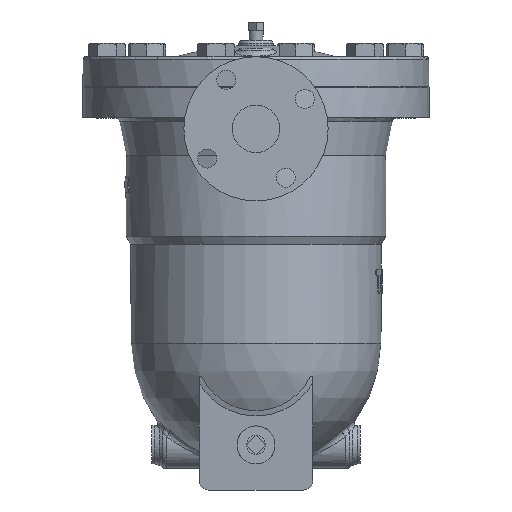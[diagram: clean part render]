
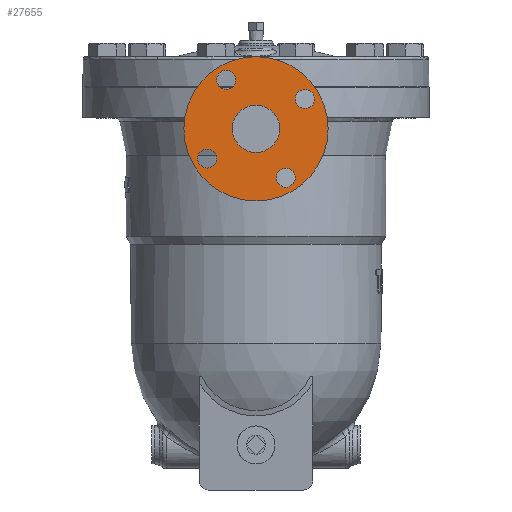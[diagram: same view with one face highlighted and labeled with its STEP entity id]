
A CAD part, left-side view. The second image highlights one B-rep face of the part: STEP entity #27655.
In plain terms, the highlighted planar face has unit normal (-1, 0, 0).
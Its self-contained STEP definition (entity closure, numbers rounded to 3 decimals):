
#27584=CARTESIAN_POINT('',(-251.0,0.0,-6.));
#27585=DIRECTION('',(-1.0,0.0,0.0));
#27586=DIRECTION('',(0.0,0.0,1.0));
#27587=AXIS2_PLACEMENT_3D('',#27584,#27585,#27586);
#27588=PLANE('',#27587);
#27589=CARTESIAN_POINT('',(-251.0,0.0,32.));
#27590=VERTEX_POINT('',#27589);
#27591=CARTESIAN_POINT('',(-251.0,0.0,-44.));
#27592=DIRECTION('',(-1.0,0.0,0.0));
#27593=DIRECTION('',(0.0,0.0,1.0));
#27594=AXIS2_PLACEMENT_3D('',#27591,#27592,#27593);
#27595=CIRCLE('',#27594,76.0);
#27596=EDGE_CURVE('',#27590,#27590,#27595,.T.);
#27597=ORIENTED_EDGE('',*,*,#27596,.T.);
#27598=EDGE_LOOP('',(#27597));
#27599=FACE_OUTER_BOUND('',#27598,.T.);
#27600=CARTESIAN_POINT('',(-251.0,0.,-19.));
#27601=VERTEX_POINT('',#27600);
#27602=CARTESIAN_POINT('',(-251.0,0.0,-44.));
#27603=DIRECTION('',(1.0,0.0,0.0));
#27604=DIRECTION('',(0.0,0.0,-1.0));
#27605=AXIS2_PLACEMENT_3D('',#27602,#27603,#27604);
#27606=CIRCLE('',#27605,25.0);
#27607=EDGE_CURVE('',#27601,#27601,#27606,.T.);
#27608=ORIENTED_EDGE('',*,*,#27607,.T.);
#27609=EDGE_LOOP('',(#27608));
#27610=FACE_BOUND('',#27609,.T.);
#27611=CARTESIAN_POINT('',(-251.,-41.368,-95.499));
#27612=VERTEX_POINT('',#27611);
#27613=CARTESIAN_POINT('',(-251.,-31.368,-95.499));
#27614=DIRECTION('',(1.0,0.0,0.0));
#27615=DIRECTION('',(0.0,-1.0,0.0));
#27616=AXIS2_PLACEMENT_3D('',#27613,#27614,#27615);
#27617=CIRCLE('',#27616,10.0);
#27618=EDGE_CURVE('',#27612,#27612,#27617,.T.);
#27619=ORIENTED_EDGE('',*,*,#27618,.T.);
#27620=EDGE_LOOP('',(#27619));
#27621=FACE_BOUND('',#27620,.T.);
#27622=CARTESIAN_POINT('',(-251.,51.499,-85.368));
#27623=VERTEX_POINT('',#27622);
#27624=CARTESIAN_POINT('',(-251.,51.499,-75.368));
#27625=DIRECTION('',(1.0,0.0,0.0));
#27626=DIRECTION('',(0.0,0.0,-1.0));
#27627=AXIS2_PLACEMENT_3D('',#27624,#27625,#27626);
#27628=CIRCLE('',#27627,10.0);
#27629=EDGE_CURVE('',#27623,#27623,#27628,.T.);
#27630=ORIENTED_EDGE('',*,*,#27629,.T.);
#27631=EDGE_LOOP('',(#27630));
#27632=FACE_BOUND('',#27631,.T.);
#27633=CARTESIAN_POINT('',(-251.0,41.368,7.499));
#27634=VERTEX_POINT('',#27633);
#27635=CARTESIAN_POINT('',(-251.,31.368,7.499));
#27636=DIRECTION('',(1.0,0.0,0.0));
#27637=DIRECTION('',(0.0,1.0,0.0));
#27638=AXIS2_PLACEMENT_3D('',#27635,#27636,#27637);
#27639=CIRCLE('',#27638,10.0);
#27640=EDGE_CURVE('',#27634,#27634,#27639,.T.);
#27641=ORIENTED_EDGE('',*,*,#27640,.T.);
#27642=EDGE_LOOP('',(#27641));
#27643=FACE_BOUND('',#27642,.T.);
#27644=CARTESIAN_POINT('',(-251.0,-51.499,-2.632));
#27645=VERTEX_POINT('',#27644);
#27646=CARTESIAN_POINT('',(-251.0,-51.499,-12.632));
#27647=DIRECTION('',(1.0,0.0,0.0));
#27648=DIRECTION('',(0.0,0.0,1.0));
#27649=AXIS2_PLACEMENT_3D('',#27646,#27647,#27648);
#27650=CIRCLE('',#27649,10.0);
#27651=EDGE_CURVE('',#27645,#27645,#27650,.T.);
#27652=ORIENTED_EDGE('',*,*,#27651,.T.);
#27653=EDGE_LOOP('',(#27652));
#27654=FACE_BOUND('',#27653,.T.);
#27655=ADVANCED_FACE('',(#27599,#27610,#27621,#27632,#27643,#27654),#27588,.T.);
